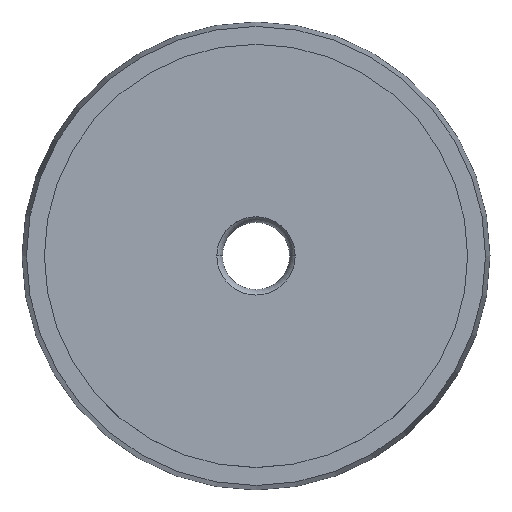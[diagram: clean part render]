
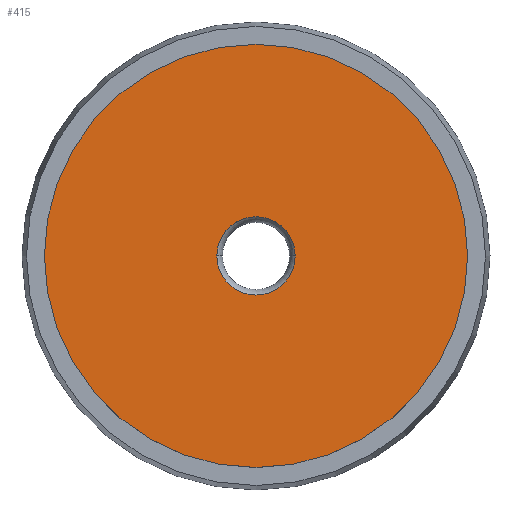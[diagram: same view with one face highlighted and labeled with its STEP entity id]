
A CAD part, top view. The second image highlights one B-rep face of the part: STEP entity #415.
In plain terms, the highlighted planar face has unit normal (0, 0, 1).
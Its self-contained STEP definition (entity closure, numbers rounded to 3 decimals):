
#6 = CARTESIAN_POINT ( 'NONE',  ( 0., 0., 0. ) ) ;
#24 = CIRCLE ( 'NONE', #82, 1.75 ) ;
#56 = EDGE_CURVE ( 'NONE', #336, #479, #103, .T. ) ;
#71 = EDGE_LOOP ( 'NONE', ( #194, #413 ) ) ;
#82 = AXIS2_PLACEMENT_3D ( 'NONE', #369, #550, #117 ) ;
#103 = CIRCLE ( 'NONE', #541, 9.45 ) ;
#107 = DIRECTION ( 'NONE',  ( 0., 0., -1. ) ) ;
#112 = CARTESIAN_POINT ( 'NONE',  ( -1.75, 0., 0. ) ) ;
#113 = ORIENTED_EDGE ( 'NONE', *, *, #613, .T. ) ;
#117 = DIRECTION ( 'NONE',  ( 1., 0., 0. ) ) ;
#121 = FACE_BOUND ( 'NONE', #71, .T. ) ;
#149 = AXIS2_PLACEMENT_3D ( 'NONE', #275, #518, #382 ) ;
#157 = CARTESIAN_POINT ( 'NONE',  ( 0., 0., 0. ) ) ;
#161 = ORIENTED_EDGE ( 'NONE', *, *, #56, .T. ) ;
#162 = CARTESIAN_POINT ( 'NONE',  ( 1.75, 0., 0. ) ) ;
#170 = CARTESIAN_POINT ( 'NONE',  ( 0., 0., 0. ) ) ;
#173 = AXIS2_PLACEMENT_3D ( 'NONE', #157, #107, #552 ) ;
#194 = ORIENTED_EDGE ( 'NONE', *, *, #494, .F. ) ;
#202 = CIRCLE ( 'NONE', #482, 1.75 ) ;
#205 = CARTESIAN_POINT ( 'NONE',  ( 9.45, 0., 0. ) ) ;
#218 = FACE_OUTER_BOUND ( 'NONE', #538, .T. ) ;
#257 = CIRCLE ( 'NONE', #149, 9.45 ) ;
#275 = CARTESIAN_POINT ( 'NONE',  ( 0., 0., 0. ) ) ;
#303 = PLANE ( 'NONE',  #173 ) ;
#336 = VERTEX_POINT ( 'NONE', #452 ) ;
#357 = DIRECTION ( 'NONE',  ( 0., 0., 1. ) ) ;
#369 = CARTESIAN_POINT ( 'NONE',  ( 0., 0., 0. ) ) ;
#382 = DIRECTION ( 'NONE',  ( 1., 0., 0. ) ) ;
#406 = EDGE_CURVE ( 'NONE', #453, #630, #202, .T. ) ;
#410 = DIRECTION ( 'NONE',  ( 1., 0., 0. ) ) ;
#413 = ORIENTED_EDGE ( 'NONE', *, *, #406, .F. ) ;
#415 = ADVANCED_FACE ( 'NONE', ( #121, #218 ), #303, .F. ) ;
#435 = DIRECTION ( 'NONE',  ( 1., 0., 0. ) ) ;
#452 = CARTESIAN_POINT ( 'NONE',  ( -9.45, 0., 0. ) ) ;
#453 = VERTEX_POINT ( 'NONE', #112 ) ;
#479 = VERTEX_POINT ( 'NONE', #205 ) ;
#482 = AXIS2_PLACEMENT_3D ( 'NONE', #6, #357, #410 ) ;
#494 = EDGE_CURVE ( 'NONE', #630, #453, #24, .T. ) ;
#518 = DIRECTION ( 'NONE',  ( 0., 0., 1. ) ) ;
#528 = DIRECTION ( 'NONE',  ( 0., 0., 1. ) ) ;
#538 = EDGE_LOOP ( 'NONE', ( #113, #161 ) ) ;
#541 = AXIS2_PLACEMENT_3D ( 'NONE', #170, #528, #435 ) ;
#550 = DIRECTION ( 'NONE',  ( 0., 0., 1. ) ) ;
#552 = DIRECTION ( 'NONE',  ( -1., 0., 0. ) ) ;
#613 = EDGE_CURVE ( 'NONE', #479, #336, #257, .T. ) ;
#630 = VERTEX_POINT ( 'NONE', #162 ) ;
